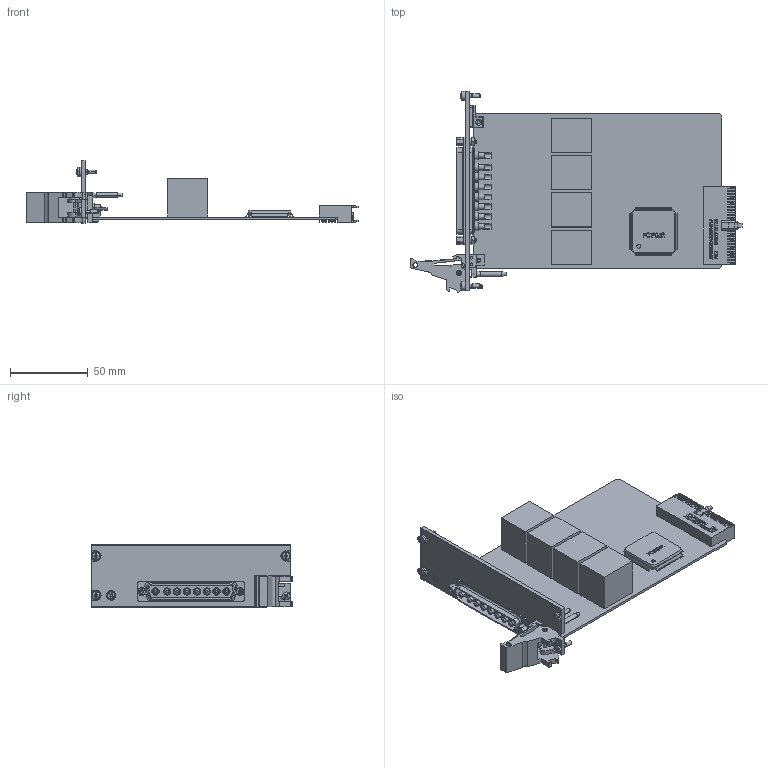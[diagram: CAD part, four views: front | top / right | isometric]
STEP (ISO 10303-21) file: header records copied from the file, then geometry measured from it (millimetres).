
FILE_DESCRIPTION (( 'STEP AP214' ), '1' );
FILE_NAME ('40-180-111 BASIC ASSY-S20.STEP', '2015-04-13T09:50:54', ( 'admin' ), ( 'Hewlett-Packard Company' ), 'SwSTEP 2.0', 'SolidWorks 2014', '' );
FILE_SCHEMA (( 'AUTOMOTIVE_DESIGN' ));
Length unit declared in the file: millimetre
Products named in the file (29): C-IC-219 PLX PCI9052; Z-FX-2001 FP Fixing - Bush + Screw; Z-RL-2009 CB1A-M-12V - Automotive Relay; C-BK-026 Bush Front Panel Mounting; C-CN-355 Compact pci connector 3; C-FX-165 CPCI Ejector Handle; Z-PC-2031 Generic PCB for temporary rough PXI modules; L-FX-165 PXI Handle Label; P-FX-017 M2,5 Collar Posi-Slot Screw; 40-180-111 BASIC ASSY-S20; C-FX-165 Handle Pin; C-FX-165 Handle Finger; C-FX-165 Handle Body; A-FP-264 FP + Label Assy; L-FP-264 label assy; L-FP-264-# PXI 2 slot 37 Way D FP Label; C-FP-264 FP PXI 2-Slot 37 Way D; C-BP-018 PXI 3U x 2 Slot Blank Panel; C-CN-073 Screwlock 8mm Screw Lenght_3.45 space; C-CN-477 D Plug Contact; C-CN-473 8 Way D Plug; C-CN-073 WASHER plain; A-FP-264-L1 FP Full Assy; C-CN-073-SPRING WASHER; C-FX-101 M2.5x6mm Pan Head Cross Recess Screw_ISO_ISO 7045 - M2.5 x 6 - Z --- 6N; C-CN-073-NUT M2-5 Screwlock nut_C-FX-028 M2,5 Nut; C-FX-042 Screw M2.5x6 CSK Pozi_M 2.5x06 - C-FX-042; C-CN-073-SCREW 4-40 UNC Screwlock_5mm Hexagonal spacer; C-FX-025 Pcb Mounting Bracket
Assembly tree (44 placements, depth 5):
  40-180-111 BASIC ASSY-S20
    Z-PC-2031 Generic PCB for temporary rough PXI modules
    C-CN-355 Compact pci connector 3
    Z-RL-2009 CB1A-M-12V - Automotive Relay  x4
    C-IC-219 PLX PCI9052
    C-CN-073 Screwlock 8mm Screw Lenght_3.45 space  x2
      C-CN-073-SCREW 4-40 UNC Screwlock_5mm Hexagonal spacer
      C-CN-073-NUT M2-5 Screwlock nut_C-FX-028 M2,5 Nut
      C-CN-073-SPRING WASHER
      C-CN-073 WASHER plain
    A-FP-264-L1 FP Full Assy
      A-FP-264 FP + Label Assy
        C-FP-264 FP PXI 2-Slot 37 Way D
          C-BP-018 PXI 3U x 2 Slot Blank Panel
        L-FP-264 label assy
          L-FP-264-# PXI 2 slot 37 Way D FP Label
      C-FX-165 CPCI Ejector Handle
        C-FX-165 Handle Body
        C-FX-165 Handle Finger
        C-FX-165 Handle Pin
        P-FX-017 M2,5 Collar Posi-Slot Screw
        L-FX-165 PXI Handle Label
      Z-FX-2001 FP Fixing - Bush + Screw  x3
        C-BK-026 Bush Front Panel Mounting
        P-FX-017 M2,5 Collar Posi-Slot Screw
      C-FX-025 Pcb Mounting Bracket
      C-FX-042 Screw M2.5x6 CSK Pozi_M 2.5x06 - C-FX-042
      C-FX-101 M2.5x6mm Pan Head Cross Recess Screw_ISO_ISO 7045 - M2.5 x 6 - Z --- 6N
    C-CN-473 8 Way D Plug
    C-CN-477 D Plug Contact  x8
    C-FX-101 M2.5x6mm Pan Head Cross Recess Screw_ISO_ISO 7045 - M2.5 x 6 - Z --- 6N  x2
Bounding box: 213.98 x 129.87 x 40 mm (x, y, z)
Volume: 118371.3 mm3; surface area: 93197 mm2
Topology: 49 solids, 76 shells, 4119 faces, 10175 edges, 6502 vertices
Faces by surface type: plane 2633, cylinder 923, cone 273, bspline 194, torus 77, sphere 19
Entity records: 131464 total; most frequent: CARTESIAN_POINT 30327, ORIENTED_EDGE 16860, DIRECTION 16117, EDGE_CURVE 8432, VECTOR 6351, LINE 6351, VERTEX_POINT 5405, AXIS2_PLACEMENT_3D 4883
